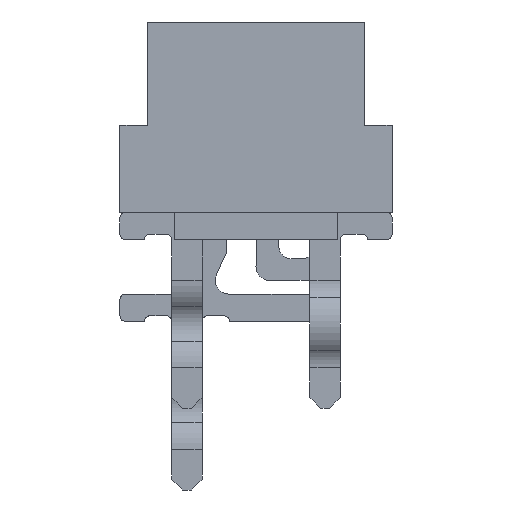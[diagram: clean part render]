
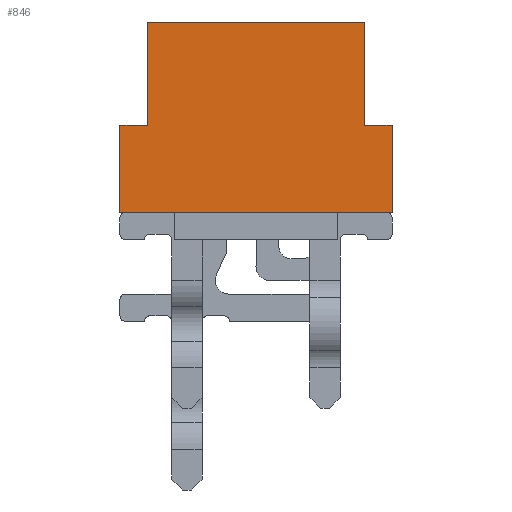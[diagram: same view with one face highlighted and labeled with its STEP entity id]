
A CAD part, left-side view. The second image highlights one B-rep face of the part: STEP entity #846.
In plain terms, the highlighted planar face has unit normal (-1, 0, 0).
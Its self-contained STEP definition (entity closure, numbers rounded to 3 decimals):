
#846 = ADVANCED_FACE( '', ( #2298 ), #2299, .F. );
#2298 = FACE_OUTER_BOUND( '', #4007, .T. );
#2299 = PLANE( '', #4008 );
#4007 = EDGE_LOOP( '', ( #7342, #7343, #7344, #7345, #7346, #7347, #7348, #7349 ) );
#4008 = AXIS2_PLACEMENT_3D( '', #7350, #7351, #7352 );
#7342 = ORIENTED_EDGE( '', *, *, #12248, .T. );
#7343 = ORIENTED_EDGE( '', *, *, #13296, .F. );
#7344 = ORIENTED_EDGE( '', *, *, #13297, .F. );
#7345 = ORIENTED_EDGE( '', *, *, #13298, .F. );
#7346 = ORIENTED_EDGE( '', *, *, #13299, .T. );
#7347 = ORIENTED_EDGE( '', *, *, #13300, .T. );
#7348 = ORIENTED_EDGE( '', *, *, #13301, .F. );
#7349 = ORIENTED_EDGE( '', *, *, #13302, .T. );
#7350 = CARTESIAN_POINT( '', ( -17.54, 2.5, 1.6 ) );
#7351 = DIRECTION( '', ( 1., 0., 0. ) );
#7352 = DIRECTION( '', ( 0., 0., -1. ) );
#12248 = EDGE_CURVE( '', #14612, #14613, #14614, .T. );
#13296 = EDGE_CURVE( '', #16521, #14613, #16522, .T. );
#13297 = EDGE_CURVE( '', #16523, #16521, #16524, .T. );
#13298 = EDGE_CURVE( '', #16525, #16523, #16526, .T. );
#13299 = EDGE_CURVE( '', #16525, #16527, #16528, .T. );
#13300 = EDGE_CURVE( '', #16527, #16529, #16530, .T. );
#13301 = EDGE_CURVE( '', #16531, #16529, #16532, .T. );
#13302 = EDGE_CURVE( '', #16531, #14612, #16533, .T. );
#14612 = VERTEX_POINT( '', #18122 );
#14613 = VERTEX_POINT( '', #18123 );
#14614 = LINE( '', #18124, #18125 );
#16521 = VERTEX_POINT( '', #21077 );
#16522 = LINE( '', #21078, #21079 );
#16523 = VERTEX_POINT( '', #21080 );
#16524 = LINE( '', #21081, #21082 );
#16525 = VERTEX_POINT( '', #21083 );
#16526 = LINE( '', #21084, #21085 );
#16527 = VERTEX_POINT( '', #21086 );
#16528 = LINE( '', #21087, #21088 );
#16529 = VERTEX_POINT( '', #21089 );
#16530 = LINE( '', #21090, #21091 );
#16531 = VERTEX_POINT( '', #21092 );
#16532 = LINE( '', #21093, #21094 );
#16533 = LINE( '', #21095, #21096 );
#18122 = CARTESIAN_POINT( '', ( -17.54, 2.5, 0. ) );
#18123 = CARTESIAN_POINT( '', ( -17.54, -2.5, 0. ) );
#18124 = CARTESIAN_POINT( '', ( -17.54, 2.5, 0. ) );
#18125 = VECTOR( '', #23742, 1000. );
#21077 = CARTESIAN_POINT( '', ( -17.54, -2.5, 1.6 ) );
#21078 = CARTESIAN_POINT( '', ( -17.54, -2.5, 1.6 ) );
#21079 = VECTOR( '', #24794, 1000. );
#21080 = CARTESIAN_POINT( '', ( -17.54, -2., 1.6 ) );
#21081 = CARTESIAN_POINT( '', ( -17.54, 2.5, 1.6 ) );
#21082 = VECTOR( '', #24795, 1000. );
#21083 = CARTESIAN_POINT( '', ( -17.54, -2., 3.5 ) );
#21084 = CARTESIAN_POINT( '', ( -17.54, -2., 3.5 ) );
#21085 = VECTOR( '', #24796, 1000. );
#21086 = CARTESIAN_POINT( '', ( -17.54, 2., 3.5 ) );
#21087 = CARTESIAN_POINT( '', ( -17.54, -2., 3.5 ) );
#21088 = VECTOR( '', #24797, 1000. );
#21089 = CARTESIAN_POINT( '', ( -17.54, 2., 1.6 ) );
#21090 = CARTESIAN_POINT( '', ( -17.54, 2., 3.5 ) );
#21091 = VECTOR( '', #24798, 1000. );
#21092 = CARTESIAN_POINT( '', ( -17.54, 2.5, 1.6 ) );
#21093 = CARTESIAN_POINT( '', ( -17.54, 2.5, 1.6 ) );
#21094 = VECTOR( '', #24799, 1000. );
#21095 = CARTESIAN_POINT( '', ( -17.54, 2.5, 1.6 ) );
#21096 = VECTOR( '', #24800, 1000. );
#23742 = DIRECTION( '', ( 0., -1., 0. ) );
#24794 = DIRECTION( '', ( 0., 0., -1. ) );
#24795 = DIRECTION( '', ( 0., -1., 0. ) );
#24796 = DIRECTION( '', ( 0., 0., -1. ) );
#24797 = DIRECTION( '', ( 0., 1., 0. ) );
#24798 = DIRECTION( '', ( 0., 0., -1. ) );
#24799 = DIRECTION( '', ( 0., -1., 0. ) );
#24800 = DIRECTION( '', ( 0., 0., -1. ) );
